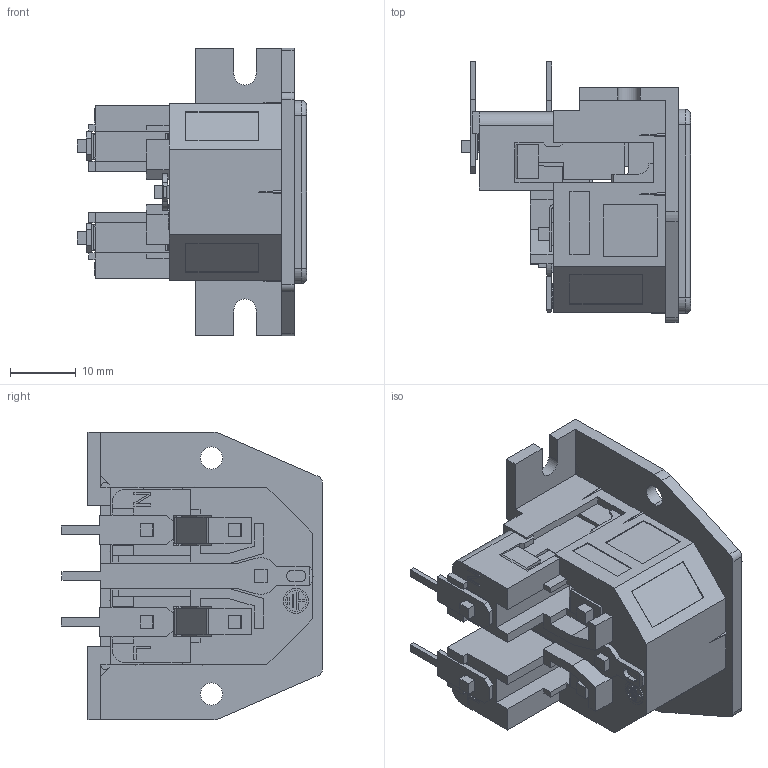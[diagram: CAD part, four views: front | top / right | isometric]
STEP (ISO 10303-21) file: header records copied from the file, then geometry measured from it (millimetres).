
FILE_DESCRIPTION (( 'STEP AP214' ), '1' );
FILE_NAME ('ACM-C4-GBF2-TT_3D.step', '2024-03-07T16:46:35', ( '' ), ( '' ), 'SwSTEP 2.0', 'SolidWorks 2022', '' );
FILE_SCHEMA (( 'AUTOMOTIVE_DESIGN' ));
Length unit declared in the file: millimetre
Products named in the file (1): ACM-C4-GBF2-TT_3D
Bounding box: 34.97 x 39.87 x 43.92 mm (x, y, z)
Volume: 10968.6 mm3; surface area: 16910.2 mm2
Topology: 15 solids, 15 shells, 1362 faces, 3797 edges, 2491 vertices
Faces by surface type: plane 1166, cylinder 162, sphere 20, bspline 8, torus 6
Entity records: 44007 total; most frequent: CARTESIAN_POINT 8625, ORIENTED_EDGE 7594, DIRECTION 6781, EDGE_CURVE 3797, VECTOR 3443, LINE 3443, VERTEX_POINT 2491, AXIS2_PLACEMENT_3D 1669
